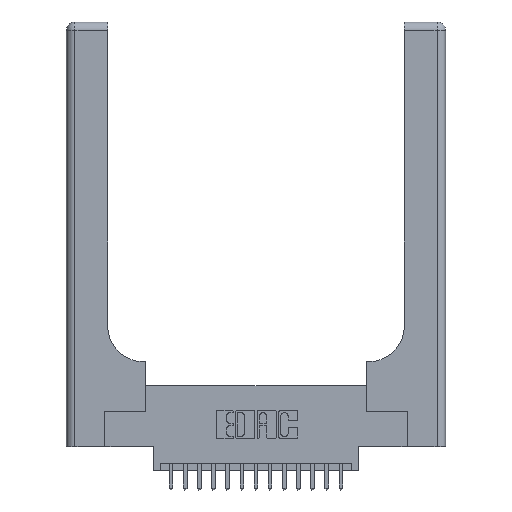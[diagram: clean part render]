
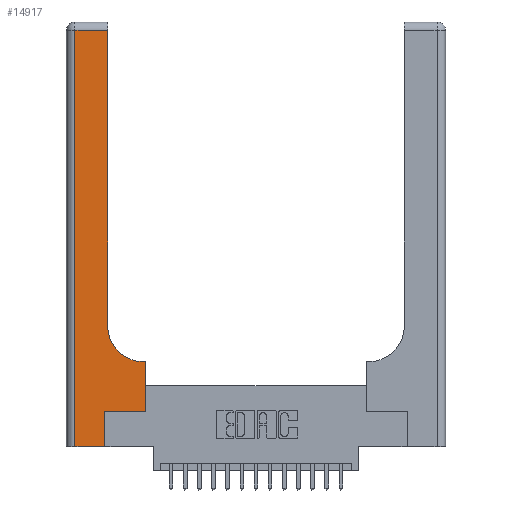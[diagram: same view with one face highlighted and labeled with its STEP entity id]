
A CAD part, top view. The second image highlights one B-rep face of the part: STEP entity #14917.
In plain terms, the highlighted planar face has unit normal (0, 0, 1).
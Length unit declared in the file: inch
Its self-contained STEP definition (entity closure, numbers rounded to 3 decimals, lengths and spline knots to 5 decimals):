
#207 = VECTOR ( 'NONE', #15834, 39.37008 ) ;
#342 = ORIENTED_EDGE ( 'NONE', *, *, #5225, .T. ) ;
#385 = LINE ( 'NONE', #10596, #12073 ) ;
#431 = VERTEX_POINT ( 'NONE', #6260 ) ;
#752 = ORIENTED_EDGE ( 'NONE', *, *, #14266, .T. ) ;
#1435 = ORIENTED_EDGE ( 'NONE', *, *, #8936, .T. ) ;
#1536 = DIRECTION ( 'NONE',  ( -1., 0., 0. ) ) ;
#1764 = VECTOR ( 'NONE', #11640, 39.37008 ) ;
#1799 = CARTESIAN_POINT ( 'NONE',  ( 0.2915, 3., 0.37 ) ) ;
#2539 = CARTESIAN_POINT ( 'NONE',  ( 0.5415, 0.6, 0.37 ) ) ;
#2546 = DIRECTION ( 'NONE',  ( 1., 0., 0. ) ) ;
#2963 = DIRECTION ( 'NONE',  ( 0., 1., 0. ) ) ;
#3008 = DIRECTION ( 'NONE',  ( -1., 0., 0. ) ) ;
#3420 = VERTEX_POINT ( 'NONE', #5144 ) ;
#3580 = ORIENTED_EDGE ( 'NONE', *, *, #16197, .T. ) ;
#3839 = CARTESIAN_POINT ( 'NONE',  ( 0.269, 0.25, 0.37 ) ) ;
#3877 = ORIENTED_EDGE ( 'NONE', *, *, #18043, .T. ) ;
#4203 = PLANE ( 'NONE',  #7493 ) ;
#5143 = VERTEX_POINT ( 'NONE', #12982 ) ;
#5144 = CARTESIAN_POINT ( 'NONE',  ( 0.06, 0., 0.37 ) ) ;
#5225 = EDGE_CURVE ( 'NONE', #15655, #431, #8999, .T. ) ;
#5587 = ORIENTED_EDGE ( 'NONE', *, *, #13399, .T. ) ;
#5769 = ORIENTED_EDGE ( 'NONE', *, *, #9937, .T. ) ;
#6091 = LINE ( 'NONE', #12139, #17474 ) ;
#6260 = CARTESIAN_POINT ( 'NONE',  ( 0.2915, 0.85, 0.37 ) ) ;
#6649 = EDGE_CURVE ( 'NONE', #11544, #18154, #6091, .T. ) ;
#7207 = CARTESIAN_POINT ( 'NONE',  ( 0.5415, 0.85, 0.37 ) ) ;
#7308 = CARTESIAN_POINT ( 'NONE',  ( 0., 3., 0.37 ) ) ;
#7493 = AXIS2_PLACEMENT_3D ( 'NONE', #7308, #17639, #8839 ) ;
#7627 = CARTESIAN_POINT ( 'NONE',  ( 0.2915, 0.6, 0.37 ) ) ;
#8737 = DIRECTION ( 'NONE',  ( 1., 0., 0. ) ) ;
#8839 = DIRECTION ( 'NONE',  ( -1., 0., 0. ) ) ;
#8936 = EDGE_CURVE ( 'NONE', #17957, #5143, #16247, .T. ) ;
#8999 = CIRCLE ( 'NONE', #15726, 0.25 ) ;
#9025 = VECTOR ( 'NONE', #2546, 39.37008 ) ;
#9922 = DIRECTION ( 'NONE',  ( 0., -1., 0. ) ) ;
#9937 = EDGE_CURVE ( 'NONE', #14228, #15655, #14839, .T. ) ;
#10157 = CARTESIAN_POINT ( 'NONE',  ( 0.5585, 0.25, 0.37 ) ) ;
#10180 = CARTESIAN_POINT ( 'NONE',  ( 0., 0., 0.37 ) ) ;
#10376 = VERTEX_POINT ( 'NONE', #10392 ) ;
#10392 = CARTESIAN_POINT ( 'NONE',  ( 0.269, 0., 0.37 ) ) ;
#10412 = CARTESIAN_POINT ( 'NONE',  ( 0.2915, 2.94, 0.37 ) ) ;
#10596 = CARTESIAN_POINT ( 'NONE',  ( 0.269, 0., 0.37 ) ) ;
#10646 = CARTESIAN_POINT ( 'NONE',  ( 0.269, 0.25, 0.37 ) ) ;
#10682 = EDGE_CURVE ( 'NONE', #18154, #3420, #18475, .T. ) ;
#10929 = VECTOR ( 'NONE', #1536, 39.37008 ) ;
#11544 = VERTEX_POINT ( 'NONE', #10412 ) ;
#11603 = CARTESIAN_POINT ( 'NONE',  ( 0.5585, 0.6, 0.37 ) ) ;
#11640 = DIRECTION ( 'NONE',  ( 0., 1., 0. ) ) ;
#12073 = VECTOR ( 'NONE', #2963, 39.37008 ) ;
#12139 = CARTESIAN_POINT ( 'NONE',  ( 0., 2.94, 0.37 ) ) ;
#12404 = DIRECTION ( 'NONE',  ( 0., 1., 0. ) ) ;
#12719 = CARTESIAN_POINT ( 'NONE',  ( 0.06, 2.94, 0.37 ) ) ;
#12982 = CARTESIAN_POINT ( 'NONE',  ( 0.5585, 0.25, 0.37 ) ) ;
#13066 = ORIENTED_EDGE ( 'NONE', *, *, #10682, .T. ) ;
#13399 = EDGE_CURVE ( 'NONE', #10376, #17957, #385, .T. ) ;
#13899 = LINE ( 'NONE', #10180, #9025 ) ;
#14228 = VERTEX_POINT ( 'NONE', #11603 ) ;
#14266 = EDGE_CURVE ( 'NONE', #3420, #10376, #13899, .T. ) ;
#14565 = ORIENTED_EDGE ( 'NONE', *, *, #6649, .T. ) ;
#14839 = LINE ( 'NONE', #7627, #10929 ) ;
#14917 = ADVANCED_FACE ( 'NONE', ( #18423 ), #4203, .F. ) ;
#15025 = VECTOR ( 'NONE', #9922, 39.37008 ) ;
#15655 = VERTEX_POINT ( 'NONE', #2539 ) ;
#15726 = AXIS2_PLACEMENT_3D ( 'NONE', #7207, #17546, #8737 ) ;
#15834 = DIRECTION ( 'NONE',  ( 1., 0., 0. ) ) ;
#16013 = EDGE_LOOP ( 'NONE', ( #3877, #14565, #13066, #752, #5587, #1435, #3580, #5769, #342 ) ) ;
#16055 = LINE ( 'NONE', #1799, #16959 ) ;
#16197 = EDGE_CURVE ( 'NONE', #5143, #14228, #16759, .T. ) ;
#16247 = LINE ( 'NONE', #3839, #207 ) ;
#16759 = LINE ( 'NONE', #10157, #1764 ) ;
#16959 = VECTOR ( 'NONE', #12404, 39.37008 ) ;
#17474 = VECTOR ( 'NONE', #3008, 39.37008 ) ;
#17546 = DIRECTION ( 'NONE',  ( 0., 0., -1. ) ) ;
#17639 = DIRECTION ( 'NONE',  ( 0., 0., -1. ) ) ;
#17957 = VERTEX_POINT ( 'NONE', #10646 ) ;
#18043 = EDGE_CURVE ( 'NONE', #431, #11544, #16055, .T. ) ;
#18154 = VERTEX_POINT ( 'NONE', #12719 ) ;
#18423 = FACE_OUTER_BOUND ( 'NONE', #16013, .T. ) ;
#18475 = LINE ( 'NONE', #18719, #15025 ) ;
#18719 = CARTESIAN_POINT ( 'NONE',  ( 0.06, 3., 0.37 ) ) ;
